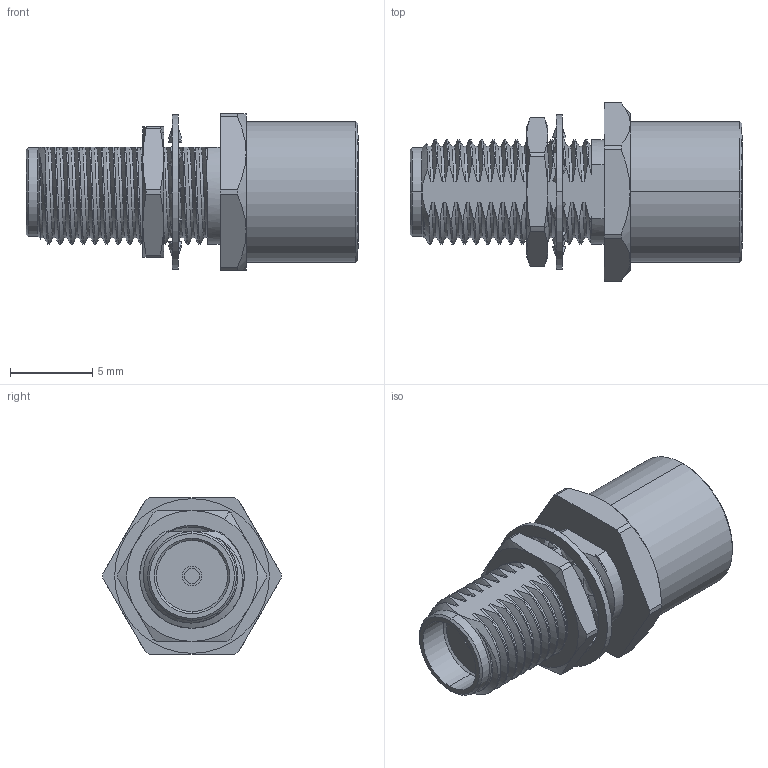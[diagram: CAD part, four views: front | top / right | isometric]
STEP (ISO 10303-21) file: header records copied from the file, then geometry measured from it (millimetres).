
FILE_DESCRIPTION (( 'STEP AP203' ), '1' );
FILE_NAME ('PE91321.step', '2019-03-25T15:14:21', ( '' ), ( '' ), 'SwSTEP 2.0', 'SolidWorks 2017', '' );
FILE_SCHEMA (( 'CONFIG_CONTROL_DESIGN' ));
Length unit declared in the file: inch
Products named in the file (1): PE91321
Bounding box: 20.18 x 10.83 x 9.53 mm (x, y, z)
Volume: 736.1 mm3; surface area: 1116.9 mm2
Topology: 3 solids, 3 shells, 265 faces, 758 edges, 508 vertices
Faces by surface type: bspline 94, cylinder 90, plane 42, cone 39
Entity records: 29483 total; most frequent: CARTESIAN_POINT 23534, ORIENTED_EDGE 1516, DIRECTION 881, EDGE_CURVE 758, VERTEX_POINT 508, AXIS2_PLACEMENT_3D 328, EDGE_LOOP 278, FACE_OUTER_BOUND 265
